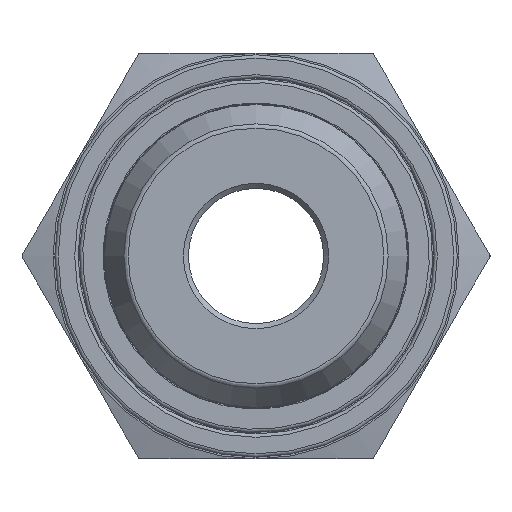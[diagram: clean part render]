
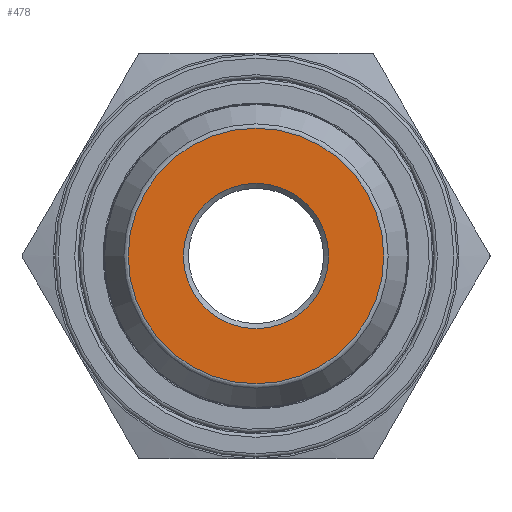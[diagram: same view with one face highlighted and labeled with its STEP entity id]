
A CAD part, left-side view. The second image highlights one B-rep face of the part: STEP entity #478.
In plain terms, the highlighted planar face has unit normal (-1, 0, 0).
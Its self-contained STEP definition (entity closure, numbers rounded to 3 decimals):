
#298=FACE_BOUND('',#606,.T.);
#299=FACE_BOUND('',#607,.T.);
#394=CIRCLE('',#1207,4.3);
#395=CIRCLE('',#1208,7.557);
#441=PLANE('',#1209);
#478=ADVANCED_FACE('',(#298,#299),#441,.F.);
#606=EDGE_LOOP('',(#835));
#607=EDGE_LOOP('',(#836));
#835=ORIENTED_EDGE('',*,*,#1092,.T.);
#836=ORIENTED_EDGE('',*,*,#1093,.T.);
#990=VERTEX_POINT('',#1944);
#991=VERTEX_POINT('',#1946);
#1092=EDGE_CURVE('',#990,#990,#394,.T.);
#1093=EDGE_CURVE('',#991,#991,#395,.T.);
#1207=AXIS2_PLACEMENT_3D('',#1943,#1408,#1409);
#1208=AXIS2_PLACEMENT_3D('',#1945,#1410,#1411);
#1209=AXIS2_PLACEMENT_3D('',#1947,#1412,#1413);
#1408=DIRECTION('',(1.,0.,0.));
#1409=DIRECTION('',(0.,0.,-1.));
#1410=DIRECTION('',(-1.,0.,0.));
#1411=DIRECTION('',(0.,0.,-1.));
#1412=DIRECTION('',(1.,0.,0.));
#1413=DIRECTION('',(0.,0.,-1.));
#1943=CARTESIAN_POINT('',(0.,0.,0.));
#1944=CARTESIAN_POINT('',(0.,0.,-4.3));
#1945=CARTESIAN_POINT('',(0.,0.,0.));
#1946=CARTESIAN_POINT('',(0.,0.,-7.557));
#1947=CARTESIAN_POINT('',(0.,-13.718,0.));
